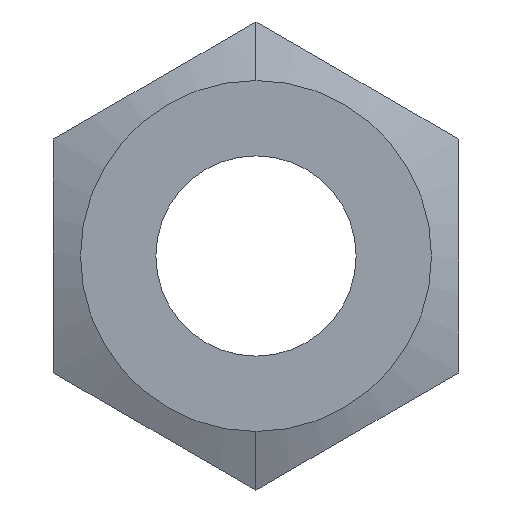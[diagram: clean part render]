
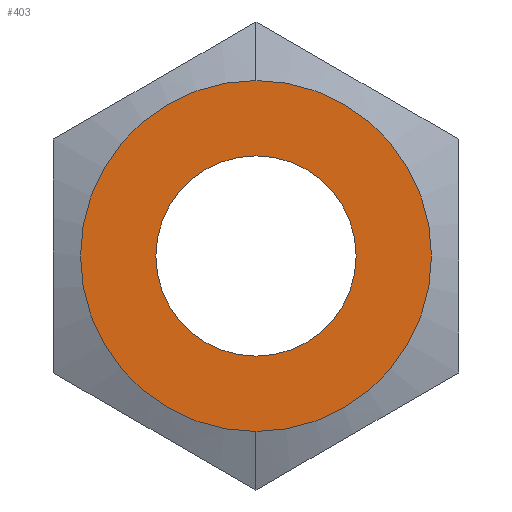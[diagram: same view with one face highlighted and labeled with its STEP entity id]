
A CAD part, front view. The second image highlights one B-rep face of the part: STEP entity #403.
In plain terms, the highlighted planar face has unit normal (0, -1, 0).
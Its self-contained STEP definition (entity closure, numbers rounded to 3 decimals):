
#2 = CARTESIAN_POINT ( 'NONE',  ( 0., 0., 4.2 ) ) ;
#16 = ORIENTED_EDGE ( 'NONE', *, *, #385, .T. ) ;
#31 = DIRECTION ( 'NONE',  ( 0., 1., 0. ) ) ;
#51 = AXIS2_PLACEMENT_3D ( 'NONE', #517, #117, #334 ) ;
#61 = CARTESIAN_POINT ( 'NONE',  ( 0., 0., -4.2 ) ) ;
#69 = DIRECTION ( 'NONE',  ( 0., 1., 0. ) ) ;
#87 = CIRCLE ( 'NONE', #265, 4.2 ) ;
#101 = DIRECTION ( 'NONE',  ( 0., 0., 1. ) ) ;
#117 = DIRECTION ( 'NONE',  ( 0., 1., 0. ) ) ;
#118 = ORIENTED_EDGE ( 'NONE', *, *, #303, .F. ) ;
#143 = EDGE_CURVE ( 'NONE', #516, #325, #87, .T. ) ;
#148 = CIRCLE ( 'NONE', #228, 4.2 ) ;
#159 = PLANE ( 'NONE',  #51 ) ;
#176 = VERTEX_POINT ( 'NONE', #396 ) ;
#188 = CARTESIAN_POINT ( 'NONE',  ( 0., 0., 0. ) ) ;
#189 = EDGE_LOOP ( 'NONE', ( #313, #118 ) ) ;
#193 = AXIS2_PLACEMENT_3D ( 'NONE', #420, #297, #422 ) ;
#197 = CARTESIAN_POINT ( 'NONE',  ( 0., 0., 0. ) ) ;
#207 = CARTESIAN_POINT ( 'NONE',  ( 0., 0., 0. ) ) ;
#228 = AXIS2_PLACEMENT_3D ( 'NONE', #188, #31, #101 ) ;
#237 = CARTESIAN_POINT ( 'NONE',  ( 0., 0., 7.361 ) ) ;
#258 = DIRECTION ( 'NONE',  ( 0., 1., 0. ) ) ;
#265 = AXIS2_PLACEMENT_3D ( 'NONE', #207, #258, #440 ) ;
#281 = EDGE_LOOP ( 'NONE', ( #16, #561 ) ) ;
#297 = DIRECTION ( 'NONE',  ( 0., 1., 0. ) ) ;
#303 = EDGE_CURVE ( 'NONE', #176, #320, #513, .T. ) ;
#313 = ORIENTED_EDGE ( 'NONE', *, *, #465, .F. ) ;
#320 = VERTEX_POINT ( 'NONE', #237 ) ;
#325 = VERTEX_POINT ( 'NONE', #61 ) ;
#334 = DIRECTION ( 'NONE',  ( 0., 0., 1. ) ) ;
#369 = CIRCLE ( 'NONE', #193, 7.361 ) ;
#385 = EDGE_CURVE ( 'NONE', #325, #516, #148, .T. ) ;
#394 = AXIS2_PLACEMENT_3D ( 'NONE', #197, #69, #548 ) ;
#396 = CARTESIAN_POINT ( 'NONE',  ( 0., 0., -7.361 ) ) ;
#403 = ADVANCED_FACE ( 'NONE', ( #511, #558 ), #159, .F. ) ;
#420 = CARTESIAN_POINT ( 'NONE',  ( 0., 0., 0. ) ) ;
#422 = DIRECTION ( 'NONE',  ( 0., 0., 1. ) ) ;
#440 = DIRECTION ( 'NONE',  ( 0., 0., 1. ) ) ;
#465 = EDGE_CURVE ( 'NONE', #320, #176, #369, .T. ) ;
#511 = FACE_OUTER_BOUND ( 'NONE', #189, .T. ) ;
#513 = CIRCLE ( 'NONE', #394, 7.361 ) ;
#516 = VERTEX_POINT ( 'NONE', #2 ) ;
#517 = CARTESIAN_POINT ( 'NONE',  ( 0., 0., 0. ) ) ;
#548 = DIRECTION ( 'NONE',  ( 0., 0., 1. ) ) ;
#558 = FACE_BOUND ( 'NONE', #281, .T. ) ;
#561 = ORIENTED_EDGE ( 'NONE', *, *, #143, .T. ) ;
